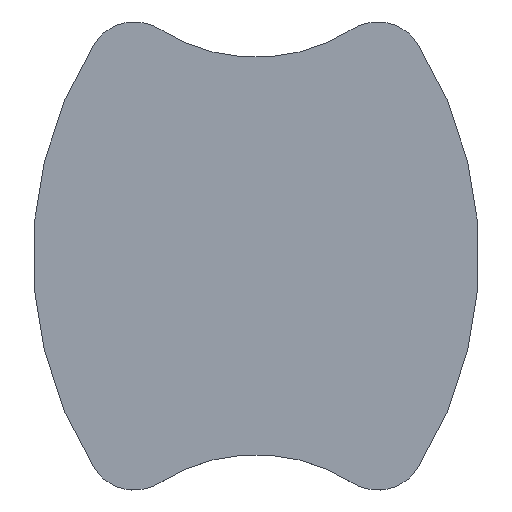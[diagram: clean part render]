
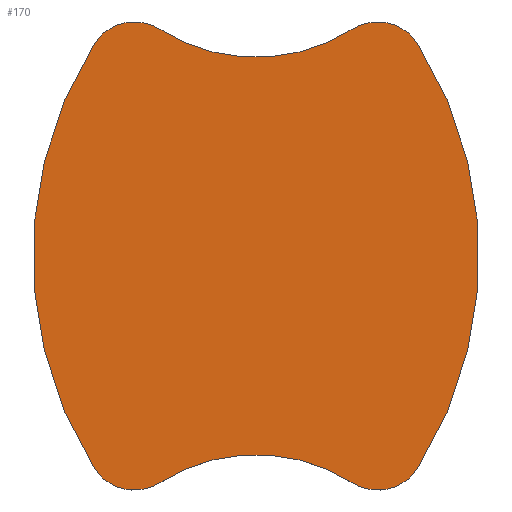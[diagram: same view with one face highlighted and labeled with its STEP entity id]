
A CAD part, top view. The second image highlights one B-rep face of the part: STEP entity #170.
In plain terms, the highlighted planar face has unit normal (0, 0, 1).
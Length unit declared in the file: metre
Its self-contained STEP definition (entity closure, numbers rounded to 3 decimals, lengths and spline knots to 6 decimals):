
#12=PLANE('',#209);
#62=ORIENTED_EDGE('',*,*,#80,.T.);
#63=ORIENTED_EDGE('',*,*,#84,.T.);
#64=ORIENTED_EDGE('',*,*,#87,.F.);
#65=ORIENTED_EDGE('',*,*,#90,.T.);
#66=ORIENTED_EDGE('',*,*,#93,.T.);
#67=ORIENTED_EDGE('',*,*,#96,.T.);
#68=ORIENTED_EDGE('',*,*,#99,.F.);
#69=ORIENTED_EDGE('',*,*,#101,.T.);
#80=EDGE_CURVE('',#105,#104,#119,.T.);
#84=EDGE_CURVE('',#104,#107,#121,.T.);
#87=EDGE_CURVE('',#109,#107,#123,.T.);
#90=EDGE_CURVE('',#109,#111,#125,.T.);
#93=EDGE_CURVE('',#111,#113,#127,.T.);
#96=EDGE_CURVE('',#113,#115,#129,.T.);
#99=EDGE_CURVE('',#117,#115,#131,.T.);
#101=EDGE_CURVE('',#117,#105,#133,.T.);
#104=VERTEX_POINT('',#279);
#105=VERTEX_POINT('',#281);
#107=VERTEX_POINT('',#287);
#109=VERTEX_POINT('',#293);
#111=VERTEX_POINT('',#299);
#113=VERTEX_POINT('',#305);
#115=VERTEX_POINT('',#311);
#117=VERTEX_POINT('',#317);
#119=CIRCLE('',#187,0.05);
#121=CIRCLE('',#190,0.006);
#123=CIRCLE('',#193,0.0225);
#125=CIRCLE('',#196,0.006);
#127=CIRCLE('',#199,0.05);
#129=CIRCLE('',#202,0.006);
#131=CIRCLE('',#205,0.0225);
#133=CIRCLE('',#208,0.006);
#142=EDGE_LOOP('',(#62,#63,#64,#65,#66,#67,#68,#69));
#152=FACE_BOUND('',#142,.T.);
#170=ADVANCED_FACE('',(#152),#12,.T.);
#187=AXIS2_PLACEMENT_3D('',#280,#218,#219);
#190=AXIS2_PLACEMENT_3D('',#288,#226,#227);
#193=AXIS2_PLACEMENT_3D('',#294,#233,#234);
#196=AXIS2_PLACEMENT_3D('',#300,#240,#241);
#199=AXIS2_PLACEMENT_3D('',#306,#247,#248);
#202=AXIS2_PLACEMENT_3D('',#312,#254,#255);
#205=AXIS2_PLACEMENT_3D('',#318,#261,#262);
#208=AXIS2_PLACEMENT_3D('',#321,#267,#268);
#209=AXIS2_PLACEMENT_3D('',#322,#269,#270);
#218=DIRECTION('',(0.,0.,1.));
#219=DIRECTION('',(1.,0.,0.));
#226=DIRECTION('',(0.,0.,1.));
#227=DIRECTION('',(1.,0.,0.));
#233=DIRECTION('',(0.,0.,1.));
#234=DIRECTION('',(1.,0.,0.));
#240=DIRECTION('',(0.,0.,1.));
#241=DIRECTION('',(1.,0.,0.));
#247=DIRECTION('',(0.,0.,1.));
#248=DIRECTION('',(1.,0.,0.));
#254=DIRECTION('',(0.,0.,1.));
#255=DIRECTION('',(1.,0.,0.));
#261=DIRECTION('',(0.,0.,1.));
#262=DIRECTION('',(1.,0.,0.));
#267=DIRECTION('',(0.,0.,1.));
#268=DIRECTION('',(1.,0.,0.));
#269=DIRECTION('',(0.,0.,1.));
#270=DIRECTION('',(1.,0.,0.));
#279=CARTESIAN_POINT('',(-0.055666,-0.020841,0.001));
#280=CARTESIAN_POINT('',(-0.097966,-0.0475,0.001));
#281=CARTESIAN_POINT('',(-0.055666,-0.074159,0.001));
#287=CARTESIAN_POINT('',(-0.063965,-0.018979,0.001));
#288=CARTESIAN_POINT('',(-0.060742,-0.02404,0.001));
#293=CARTESIAN_POINT('',(-0.088135,-0.018979,0.001));
#294=CARTESIAN_POINT('',(-0.07605,0.,0.001));
#299=CARTESIAN_POINT('',(-0.096434,-0.020841,0.001));
#300=CARTESIAN_POINT('',(-0.091358,-0.02404,0.001));
#305=CARTESIAN_POINT('',(-0.096434,-0.074159,0.001));
#306=CARTESIAN_POINT('',(-0.054134,-0.0475,0.001));
#311=CARTESIAN_POINT('',(-0.088135,-0.076021,0.001));
#312=CARTESIAN_POINT('',(-0.091358,-0.07096,0.001));
#317=CARTESIAN_POINT('',(-0.063965,-0.076021,0.001));
#318=CARTESIAN_POINT('',(-0.07605,-0.095,0.001));
#321=CARTESIAN_POINT('',(-0.060742,-0.07096,0.001));
#322=CARTESIAN_POINT('',(-0.07605,-0.0475,0.001));
